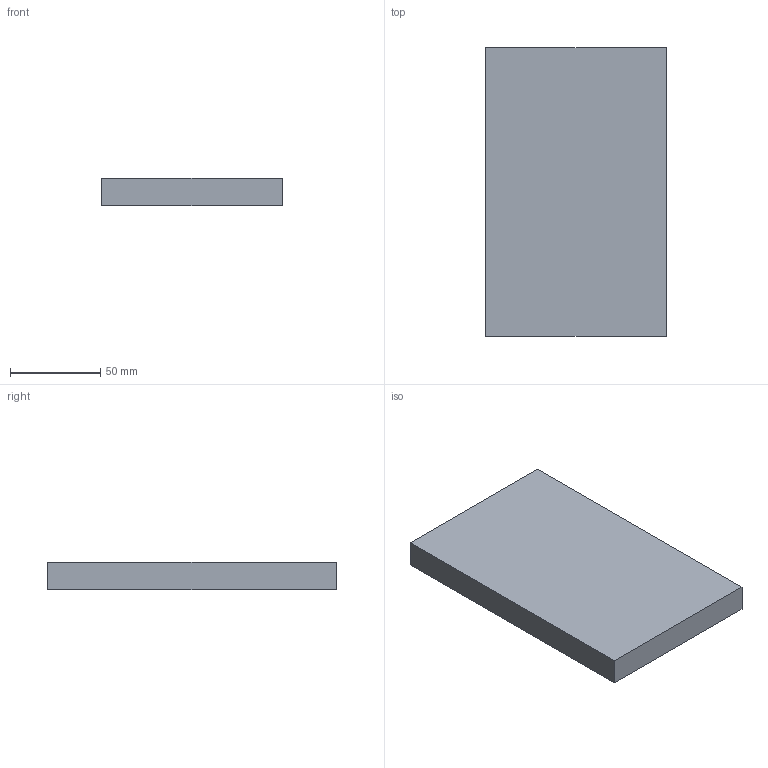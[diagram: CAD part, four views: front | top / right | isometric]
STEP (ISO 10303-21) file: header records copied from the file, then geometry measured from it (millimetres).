
FILE_DESCRIPTION(('FreeCAD Model'),'2;1');
FILE_NAME('Open CASCADE Shape Model','2021-01-19T00:23:03',('Author'),( ''),'Open CASCADE STEP processor 7.4','FreeCAD','Unknown');
FILE_SCHEMA(('AUTOMOTIVE_DESIGN { 1 0 10303 214 1 1 1 1 }'));
Length unit declared in the file: millimetre
Products named in the file (1): Concave
Bounding box: 100 x 160 x 15 mm (x, y, z)
Volume: 191377.2 mm3; surface area: 47164 mm2
Topology: 1 solids, 1 shells, 704 faces, 1593 edges, 911 vertices
Faces by surface type: cylinder 305, plane 178, torus 84, revolution 72, cone 53, sphere 12
Full cylindrical faces by diameter (mm): 28 x1
Entity records: 20297 total; most frequent: CARTESIAN_POINT 4062, DIRECTION 3737, ORIENTED_EDGE 3162, EDGE_CURVE 1581, AXIS2_PLACEMENT_3D 1452, VERTEX_POINT 911, CIRCLE 819, LINE 761
